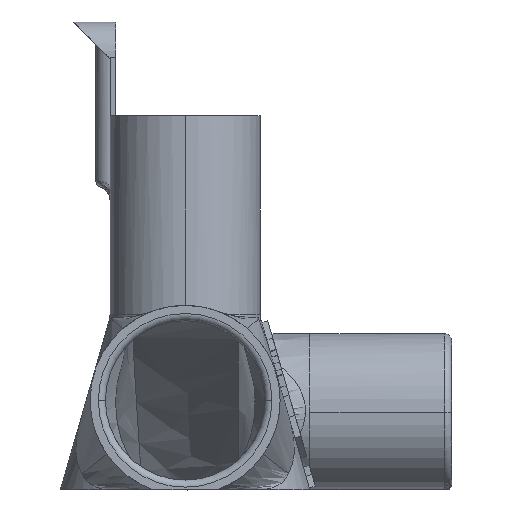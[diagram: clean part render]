
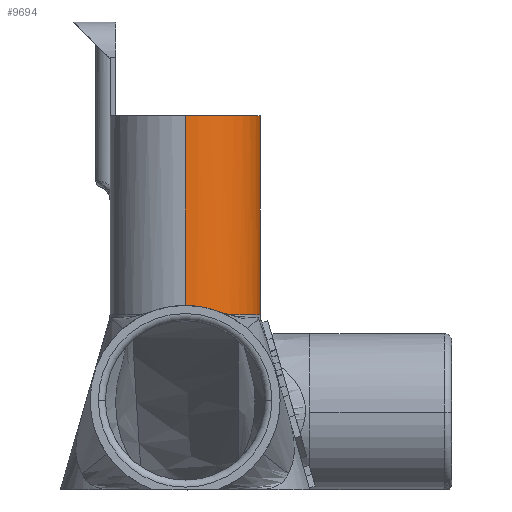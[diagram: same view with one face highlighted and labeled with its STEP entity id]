
A CAD part, left-side view. The second image highlights one B-rep face of the part: STEP entity #9694.
In plain terms, the highlighted cylindrical face has radius 10.6 mm (diameter 21.2 mm), a partial arc.
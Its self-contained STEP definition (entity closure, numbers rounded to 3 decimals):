
#222 = CARTESIAN_POINT ( 'NONE',  ( -21.522, -6.474, 24.761 ) ) ;
#845 = VERTEX_POINT ( 'NONE', #7737 ) ;
#1070 = FACE_OUTER_BOUND ( 'NONE', #3970, .T. ) ;
#1431 = CARTESIAN_POINT ( 'NONE',  ( -19.557, -8.414, 24.761 ) ) ;
#1864 = VECTOR ( 'NONE', #12499, 1000. ) ;
#2029 = ORIENTED_EDGE ( 'NONE', *, *, #11138, .T. ) ;
#2386 = DIRECTION ( 'NONE',  ( -1., 0., 0. ) ) ;
#2442 = B_SPLINE_CURVE_WITH_KNOTS ( 'NONE', 3,
 ( #8570, #9749, #13552, #10967, #9794, #12188, #4894, #3782, #13509, #222, #12132, #12234, #6227, #1431, #9850, #12282, #14573, #5036, #6284, #14729, #13347, #3886 ),
 .UNSPECIFIED., .F., .F.,
 ( 4, 2, 2, 2, 2, 2, 2, 2, 2, 2, 4 ),
 ( 0., 0.002, 0.003, 0.004, 0.006, 0.008, 0.009, 0.01, 0.012, 0.015, 0.017 ),
 .UNSPECIFIED. ) ;
#2986 = VERTEX_POINT ( 'NONE', #4653 ) ;
#3782 = CARTESIAN_POINT ( 'NONE',  ( -22.625, -4.702, 24.762 ) ) ;
#3886 = CARTESIAN_POINT ( 'NONE',  ( -13.1, -10.6, 24.763 ) ) ;
#3963 = CARTESIAN_POINT ( 'NONE',  ( -13.1, -10.6, 0.84 ) ) ;
#3970 = EDGE_LOOP ( 'NONE', ( #11978, #2029, #14879, #5469 ) ) ;
#4132 = VERTEX_POINT ( 'NONE', #14049 ) ;
#4653 = CARTESIAN_POINT ( 'NONE',  ( -23.7, 0., 52.84 ) ) ;
#4688 = EDGE_CURVE ( 'NONE', #4132, #845, #2442, .T. ) ;
#4801 = VECTOR ( 'NONE', #14964, 1000. ) ;
#4894 = CARTESIAN_POINT ( 'NONE',  ( -23.022, -3.745, 24.763 ) ) ;
#5036 = CARTESIAN_POINT ( 'NONE',  ( -16.522, -10.056, 24.762 ) ) ;
#5469 = ORIENTED_EDGE ( 'NONE', *, *, #15426, .F. ) ;
#5781 = CARTESIAN_POINT ( 'NONE',  ( -13.1, 0., 0.84 ) ) ;
#6227 = CARTESIAN_POINT ( 'NONE',  ( -20.094, -7.973, 24.761 ) ) ;
#6284 = CARTESIAN_POINT ( 'NONE',  ( -15.847, -10.261, 24.762 ) ) ;
#7043 = CARTESIAN_POINT ( 'NONE',  ( -13.1, -10.6, 52.84 ) ) ;
#7588 = CIRCLE ( 'NONE', #15109, 10.6 ) ;
#7737 = CARTESIAN_POINT ( 'NONE',  ( -13.1, -10.6, 24.763 ) ) ;
#7896 = EDGE_CURVE ( 'NONE', #2986, #12306, #7588, .T. ) ;
#8570 = CARTESIAN_POINT ( 'NONE',  ( -23.7, 0., 24.763 ) ) ;
#8810 = LINE ( 'NONE', #15150, #1864 ) ;
#8925 = CYLINDRICAL_SURFACE ( 'NONE', #9551, 10.6 ) ;
#9551 = AXIS2_PLACEMENT_3D ( 'NONE', #5781, #9595, #2386 ) ;
#9595 = DIRECTION ( 'NONE',  ( 0., 0., -1. ) ) ;
#9694 = ADVANCED_FACE ( 'NONE', ( #1070 ), #8925, .T. ) ;
#9749 = CARTESIAN_POINT ( 'NONE',  ( -23.7, -0.7, 24.763 ) ) ;
#9794 = CARTESIAN_POINT ( 'NONE',  ( -23.342, -2.755, 24.762 ) ) ;
#9850 = CARTESIAN_POINT ( 'NONE',  ( -19.275, -8.623, 24.761 ) ) ;
#10563 = CARTESIAN_POINT ( 'NONE',  ( -13.1, 0., 52.84 ) ) ;
#10967 = CARTESIAN_POINT ( 'NONE',  ( -23.427, -2.414, 24.762 ) ) ;
#11138 = EDGE_CURVE ( 'NONE', #2986, #4132, #8810, .T. ) ;
#11877 = DIRECTION ( 'NONE',  ( 0., 0., 1. ) ) ;
#11978 = ORIENTED_EDGE ( 'NONE', *, *, #7896, .F. ) ;
#12132 = CARTESIAN_POINT ( 'NONE',  ( -21.082, -7.009, 24.762 ) ) ;
#12188 = CARTESIAN_POINT ( 'NONE',  ( -23.139, -3.42, 24.763 ) ) ;
#12234 = CARTESIAN_POINT ( 'NONE',  ( -20.35, -7.74, 24.761 ) ) ;
#12282 = CARTESIAN_POINT ( 'NONE',  ( -18.408, -9.201, 24.761 ) ) ;
#12306 = VERTEX_POINT ( 'NONE', #7043 ) ;
#12499 = DIRECTION ( 'NONE',  ( 0., 0., -1. ) ) ;
#13347 = CARTESIAN_POINT ( 'NONE',  ( -13.8, -10.6, 24.763 ) ) ;
#13509 = CARTESIAN_POINT ( 'NONE',  ( -22.3, -5.311, 24.761 ) ) ;
#13552 = CARTESIAN_POINT ( 'NONE',  ( -23.631, -1.391, 24.762 ) ) ;
#14049 = CARTESIAN_POINT ( 'NONE',  ( -23.7, 0., 24.763 ) ) ;
#14573 = CARTESIAN_POINT ( 'NONE',  ( -17.8, -9.526, 24.762 ) ) ;
#14729 = CARTESIAN_POINT ( 'NONE',  ( -14.489, -10.531, 24.763 ) ) ;
#14879 = ORIENTED_EDGE ( 'NONE', *, *, #4688, .T. ) ;
#14964 = DIRECTION ( 'NONE',  ( 0., 0., -1. ) ) ;
#15006 = LINE ( 'NONE', #3963, #4801 ) ;
#15109 = AXIS2_PLACEMENT_3D ( 'NONE', #10563, #11877, #15336 ) ;
#15150 = CARTESIAN_POINT ( 'NONE',  ( -23.7, 0., 0.84 ) ) ;
#15336 = DIRECTION ( 'NONE',  ( 1., 0., 0. ) ) ;
#15426 = EDGE_CURVE ( 'NONE', #12306, #845, #15006, .T. ) ;
